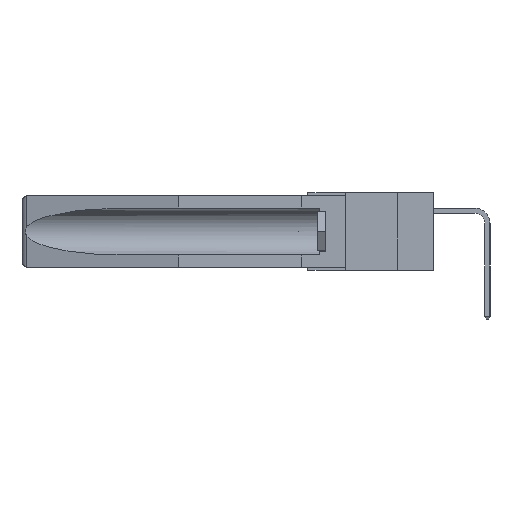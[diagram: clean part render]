
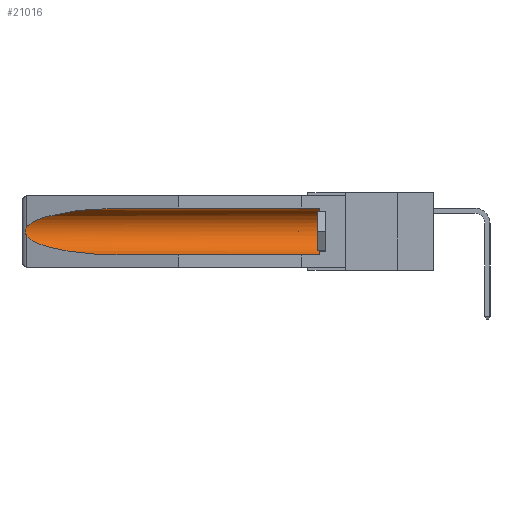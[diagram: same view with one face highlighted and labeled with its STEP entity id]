
A CAD part, left-side view. The second image highlights one B-rep face of the part: STEP entity #21016.
In plain terms, the highlighted cylindrical face has radius 2.857 mm (diameter 5.715 mm), a partial arc.
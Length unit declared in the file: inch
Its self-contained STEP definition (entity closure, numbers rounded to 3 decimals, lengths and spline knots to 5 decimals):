
#473 = CARTESIAN_POINT ( 'NONE',  ( 0.155, 0.126, -0.1715 ) ) ;
#992 = CARTESIAN_POINT ( 'NONE',  ( 0.2673, 1.5327, -0.16383 ) ) ;
#1328 =( BOUNDED_CURVE ( )  B_SPLINE_CURVE ( 3, ( #8879, #27110, #6059, #10870 ),
 .UNSPECIFIED., .F., .F. ) 
 B_SPLINE_CURVE_WITH_KNOTS ( ( 4, 4 ),
 ( 4.71239, 6.08839 ),
 .UNSPECIFIED. ) 
 CURVE ( )  GEOMETRIC_REPRESENTATION_ITEM ( )  RATIONAL_B_SPLINE_CURVE ( ( 1., 0.848, 0.848, 1. ) ) 
 REPRESENTATION_ITEM ( '' )  );
#1887 = CARTESIAN_POINT ( 'NONE',  ( 0.155, 0.126, -0.284 ) ) ;
#2190 = VERTEX_POINT ( 'NONE', #1887 ) ;
#2362 = ORIENTED_EDGE ( 'NONE', *, *, #4004, .T. ) ;
#2532 = VERTEX_POINT ( 'NONE', #11731 ) ;
#2837 = CARTESIAN_POINT ( 'NONE',  ( 0.155, 1.07973, -0.059 ) ) ;
#3624 = CARTESIAN_POINT ( 'NONE',  ( 0.26597, 1.5296, -0.19026 ) ) ;
#4004 = EDGE_CURVE ( 'NONE', #2190, #7069, #7419, .T. ) ;
#4540 = EDGE_LOOP ( 'NONE', ( #11982, #8131, #31552, #4557, #2362, #8954 ) ) ;
#4557 = ORIENTED_EDGE ( 'NONE', *, *, #11408, .F. ) ;
#5153 = DIRECTION ( 'NONE',  ( 0., 1., 0. ) ) ;
#6059 = CARTESIAN_POINT ( 'NONE',  ( 0.25451, 1.48313, -0.09465 ) ) ;
#6297 = CARTESIAN_POINT ( 'NONE',  ( 0.26655, 1.53094, -0.18657 ) ) ;
#6553 = AXIS2_PLACEMENT_3D ( 'NONE', #22635, #5153, #30535 ) ;
#6948 = VECTOR ( 'NONE', #26313, 39.37008 ) ;
#7069 = VERTEX_POINT ( 'NONE', #29986 ) ;
#7295 = DIRECTION ( 'NONE',  ( 0., 1., 0. ) ) ;
#7353 = AXIS2_PLACEMENT_3D ( 'NONE', #473, #18592, #16321 ) ;
#7419 = CIRCLE ( 'NONE', #7353, 0.1125 ) ;
#8131 = ORIENTED_EDGE ( 'NONE', *, *, #27334, .T. ) ;
#8879 = CARTESIAN_POINT ( 'NONE',  ( 0.155, 1.07973, -0.059 ) ) ;
#8954 = ORIENTED_EDGE ( 'NONE', *, *, #19833, .T. ) ;
#9211 = EDGE_CURVE ( 'NONE', #2532, #13489, #14581, .T. ) ;
#9268 = CARTESIAN_POINT ( 'NONE',  ( 0.26597, 1.52961, -0.15275 ) ) ;
#10870 = CARTESIAN_POINT ( 'NONE',  ( 0.26537, 1.52718, -0.14972 ) ) ;
#10896 = CARTESIAN_POINT ( 'NONE',  ( 0.155, 1.07973, -0.284 ) ) ;
#11408 = EDGE_CURVE ( 'NONE', #2190, #13489, #20394, .T. ) ;
#11662 = CARTESIAN_POINT ( 'NONE',  ( 0.26654, 1.53092, -0.15636 ) ) ;
#11731 = CARTESIAN_POINT ( 'NONE',  ( 0.26537, 1.52718, -0.19328 ) ) ;
#11982 = ORIENTED_EDGE ( 'NONE', *, *, #19557, .T. ) ;
#12942 = CARTESIAN_POINT ( 'NONE',  ( 0.155, 1.07973, -0.284 ) ) ;
#13489 = VERTEX_POINT ( 'NONE', #10896 ) ;
#14581 =( BOUNDED_CURVE ( )  B_SPLINE_CURVE ( 3, ( #21036, #16032, #28926, #12942 ),
 .UNSPECIFIED., .F., .F. ) 
 B_SPLINE_CURVE_WITH_KNOTS ( ( 4, 4 ),
 ( 0.1948, 1.5708 ),
 .UNSPECIFIED. ) 
 CURVE ( )  GEOMETRIC_REPRESENTATION_ITEM ( )  RATIONAL_B_SPLINE_CURVE ( ( 1., 0.848, 0.848, 1. ) ) 
 REPRESENTATION_ITEM ( '' )  );
#15292 = CARTESIAN_POINT ( 'NONE',  ( 0.26537, 1.52718, -0.14972 ) ) ;
#16032 = CARTESIAN_POINT ( 'NONE',  ( 0.25451, 1.48313, -0.24835 ) ) ;
#16321 = DIRECTION ( 'NONE',  ( 0., 0., 1. ) ) ;
#16857 = VERTEX_POINT ( 'NONE', #2837 ) ;
#17085 = VERTEX_POINT ( 'NONE', #15292 ) ;
#17147 = CARTESIAN_POINT ( 'NONE',  ( 0.2673, 1.53269, -0.17917 ) ) ;
#18592 = DIRECTION ( 'NONE',  ( 0., -1., 0. ) ) ;
#19309 = CARTESIAN_POINT ( 'NONE',  ( 0.2675, 1.53308, -0.16763 ) ) ;
#19557 = EDGE_CURVE ( 'NONE', #16857, #17085, #1328, .T. ) ;
#19594 = B_SPLINE_CURVE_WITH_KNOTS ( 'NONE', 3,
 ( #22264, #9268, #11662, #992, #19309, #32758, #17147, #6297, #3624, #32538 ),
 .UNSPECIFIED., .F., .F.,
 ( 4, 2, 2, 2, 4 ),
 ( 0., 0.00029, 0.00058, 0.00087, 0.00117 ),
 .UNSPECIFIED. ) ;
#19833 = EDGE_CURVE ( 'NONE', #7069, #16857, #27375, .T. ) ;
#20394 = LINE ( 'NONE', #22939, #26895 ) ;
#21016 = ADVANCED_FACE ( 'NONE', ( #25235 ), #28516, .F. ) ;
#21036 = CARTESIAN_POINT ( 'NONE',  ( 0.26537, 1.52718, -0.19328 ) ) ;
#22264 = CARTESIAN_POINT ( 'NONE',  ( 0.26537, 1.52718, -0.14972 ) ) ;
#22635 = CARTESIAN_POINT ( 'NONE',  ( 0.155, -0.30754, -0.1715 ) ) ;
#22939 = CARTESIAN_POINT ( 'NONE',  ( 0.155, -0.30754, -0.284 ) ) ;
#25235 = FACE_OUTER_BOUND ( 'NONE', #4540, .T. ) ;
#26313 = DIRECTION ( 'NONE',  ( 0., 1., 0. ) ) ;
#26895 = VECTOR ( 'NONE', #7295, 39.37008 ) ;
#27110 = CARTESIAN_POINT ( 'NONE',  ( 0.21114, 1.30732, -0.059 ) ) ;
#27334 = EDGE_CURVE ( 'NONE', #17085, #2532, #19594, .T. ) ;
#27375 = LINE ( 'NONE', #28737, #6948 ) ;
#28516 = CYLINDRICAL_SURFACE ( 'NONE', #6553, 0.1125 ) ;
#28737 = CARTESIAN_POINT ( 'NONE',  ( 0.155, -0.30754, -0.059 ) ) ;
#28926 = CARTESIAN_POINT ( 'NONE',  ( 0.21114, 1.30732, -0.284 ) ) ;
#29986 = CARTESIAN_POINT ( 'NONE',  ( 0.155, 0.126, -0.059 ) ) ;
#30535 = DIRECTION ( 'NONE',  ( 0., 0., 1. ) ) ;
#31552 = ORIENTED_EDGE ( 'NONE', *, *, #9211, .T. ) ;
#32538 = CARTESIAN_POINT ( 'NONE',  ( 0.26537, 1.52718, -0.19328 ) ) ;
#32758 = CARTESIAN_POINT ( 'NONE',  ( 0.2675, 1.53308, -0.17534 ) ) ;
